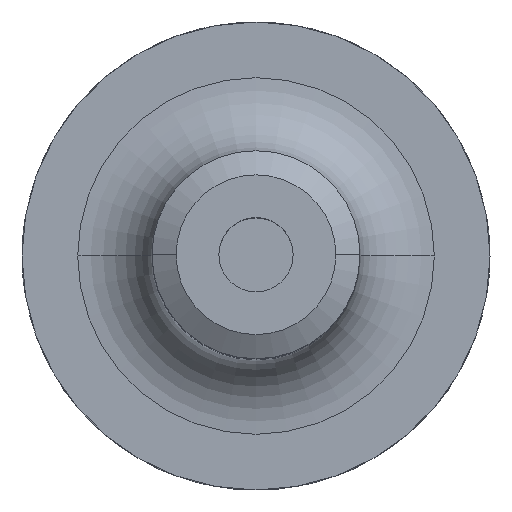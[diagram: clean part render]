
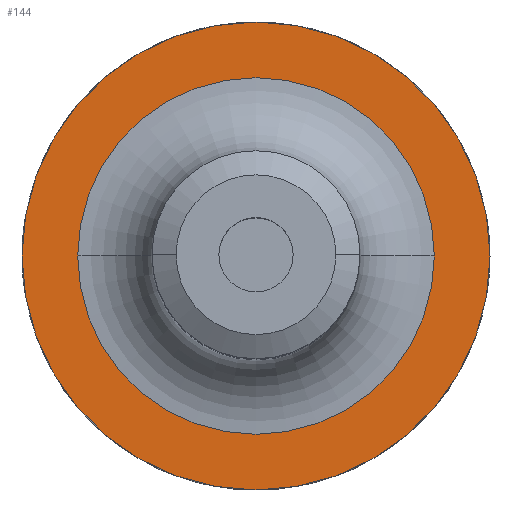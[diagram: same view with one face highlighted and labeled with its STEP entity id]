
A CAD part, top view. The second image highlights one B-rep face of the part: STEP entity #144.
In plain terms, the highlighted planar face has unit normal (0, 0, 1).
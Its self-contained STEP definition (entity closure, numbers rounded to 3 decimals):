
#144 = ADVANCED_FACE ( 'NONE', ( #575, #1205 ), #996, .F. ) ;
#199 = VERTEX_POINT ( 'NONE', #1822 ) ;
#246 = CIRCLE ( 'NONE', #1097, 24. ) ;
#380 = DIRECTION ( 'NONE',  ( -1., 0., 0. ) ) ;
#408 = CARTESIAN_POINT ( 'NONE',  ( 0., 0., 27. ) ) ;
#448 = CIRCLE ( 'NONE', #1834, 24. ) ;
#529 = DIRECTION ( 'NONE',  ( 0., 0., -1. ) ) ;
#546 = CARTESIAN_POINT ( 'NONE',  ( 0., 0., 27. ) ) ;
#575 = FACE_BOUND ( 'NONE', #810, .T. ) ;
#607 = AXIS2_PLACEMENT_3D ( 'NONE', #408, #1333, #1060 ) ;
#646 = VERTEX_POINT ( 'NONE', #700 ) ;
#700 = CARTESIAN_POINT ( 'NONE',  ( 31.5, 0., 27. ) ) ;
#810 = EDGE_LOOP ( 'NONE', ( #1740, #1425 ) ) ;
#857 = EDGE_CURVE ( 'NONE', #199, #1625, #246, .T. ) ;
#911 = ORIENTED_EDGE ( 'NONE', *, *, #1153, .F. ) ;
#939 = CIRCLE ( 'NONE', #965, 31.5 ) ;
#955 = EDGE_LOOP ( 'NONE', ( #1410, #911 ) ) ;
#959 = CARTESIAN_POINT ( 'NONE',  ( 0., 0., 27. ) ) ;
#965 = AXIS2_PLACEMENT_3D ( 'NONE', #1115, #1120, #1158 ) ;
#975 = DIRECTION ( 'NONE',  ( -1., 0., 0. ) ) ;
#984 = DIRECTION ( 'NONE',  ( 0., 0., -1. ) ) ;
#996 = PLANE ( 'NONE',  #1347 ) ;
#1042 = CARTESIAN_POINT ( 'NONE',  ( 0., 0., 27. ) ) ;
#1060 = DIRECTION ( 'NONE',  ( -1., 0., 0. ) ) ;
#1081 = EDGE_CURVE ( 'NONE', #1625, #199, #448, .T. ) ;
#1097 = AXIS2_PLACEMENT_3D ( 'NONE', #1042, #984, #975 ) ;
#1115 = CARTESIAN_POINT ( 'NONE',  ( 0., 0., 27. ) ) ;
#1120 = DIRECTION ( 'NONE',  ( 0., 0., -1. ) ) ;
#1153 = EDGE_CURVE ( 'NONE', #646, #1817, #1781, .T. ) ;
#1158 = DIRECTION ( 'NONE',  ( -1., 0., 0. ) ) ;
#1197 = CARTESIAN_POINT ( 'NONE',  ( -24., 0., 27. ) ) ;
#1198 = DIRECTION ( 'NONE',  ( -1., 0., 0. ) ) ;
#1205 = FACE_OUTER_BOUND ( 'NONE', #955, .T. ) ;
#1264 = CARTESIAN_POINT ( 'NONE',  ( -31.5, 0., 27. ) ) ;
#1266 = DIRECTION ( 'NONE',  ( 0., 0., -1. ) ) ;
#1333 = DIRECTION ( 'NONE',  ( 0., 0., -1. ) ) ;
#1347 = AXIS2_PLACEMENT_3D ( 'NONE', #959, #1266, #1198 ) ;
#1410 = ORIENTED_EDGE ( 'NONE', *, *, #1488, .F. ) ;
#1425 = ORIENTED_EDGE ( 'NONE', *, *, #857, .T. ) ;
#1488 = EDGE_CURVE ( 'NONE', #1817, #646, #939, .T. ) ;
#1625 = VERTEX_POINT ( 'NONE', #1197 ) ;
#1740 = ORIENTED_EDGE ( 'NONE', *, *, #1081, .T. ) ;
#1781 = CIRCLE ( 'NONE', #607, 31.5 ) ;
#1817 = VERTEX_POINT ( 'NONE', #1264 ) ;
#1822 = CARTESIAN_POINT ( 'NONE',  ( 24., 0., 27. ) ) ;
#1834 = AXIS2_PLACEMENT_3D ( 'NONE', #546, #529, #380 ) ;
